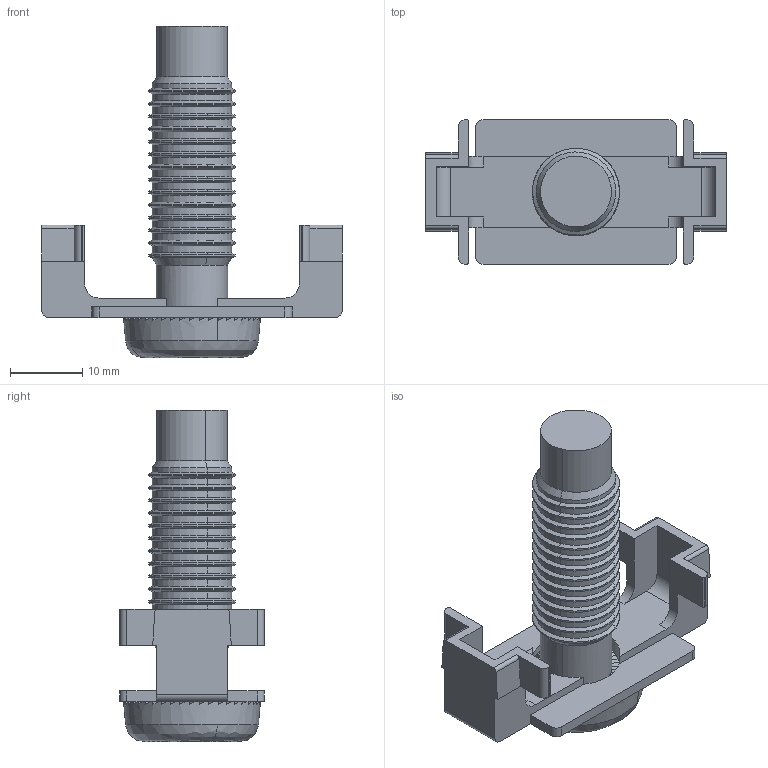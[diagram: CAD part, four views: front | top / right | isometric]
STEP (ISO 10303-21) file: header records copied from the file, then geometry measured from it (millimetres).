
FILE_DESCRIPTION (( 'STEP AP214' ), '1' );
FILE_NAME ('099F1045S13.STEP', '2014-08-21T10:19:43', ( '' ), ( '' ), 'SwSTEP 2.0', 'SolidWorks 2014', '' );
FILE_SCHEMA (( 'AUTOMOTIVE_DESIGN' ));
Length unit declared in the file: millimetre
Products named in the file (3): 093sf1240_Standard; 092092_Standard; 099F1045S13
Assembly tree (2 placements, depth 2):
  099F1045S13
    092092_Standard
    093sf1240_Standard
Bounding box: 41.6 x 20 x 45.81 mm (x, y, z)
Volume: 6704 mm3; surface area: 5310.6 mm2
Topology: 2 solids, 2 shells, 303 faces, 850 edges, 551 vertices
Faces by surface type: plane 149, cylinder 88, cone 64, bspline 2
Entity records: 12145 total; most frequent: CARTESIAN_POINT 2145, ORIENTED_EDGE 1696, DIRECTION 1600, EDGE_CURVE 848, AXIS2_PLACEMENT_3D 582, VERTEX_POINT 551, LINE 436, VECTOR 436
